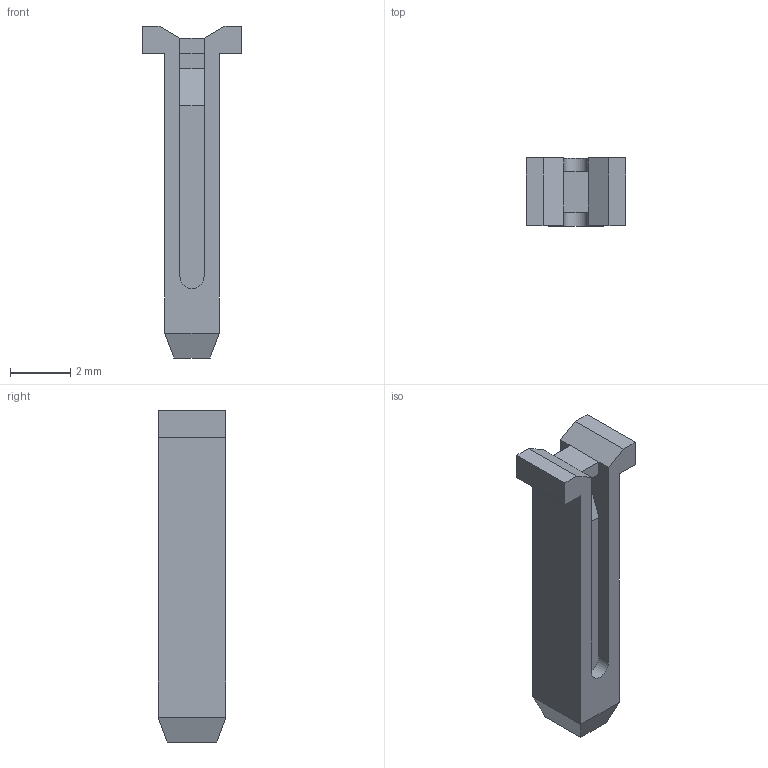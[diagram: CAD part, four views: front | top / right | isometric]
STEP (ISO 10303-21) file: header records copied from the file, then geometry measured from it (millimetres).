
FILE_DESCRIPTION(('CATIA V5R20 STEP214','CAx-IF Rec.Pracs.--- Model Styling and Organization---1.2---2011-12-15'),'2;1');
FILE_NAME ('8556827_3', '2015-12-15T10:15:21+00:00', ('Weidmueller Interface'), ('Weidmueller'), 'CATIA Version 5-6 Release 2014 SP4', 'CATIA V5 STEP AP214', 'none');
FILE_SCHEMA(('AUTOMOTIVE_DESIGN { 1 0 10303 214 1 1 1 1 }'));
Length unit declared in the file: millimetre
Products named in the file (1): 1514490000_ACOEL_PGTB
Bounding box: 3.3 x 2.25 x 11 mm (x, y, z)
Volume: 38.6 mm3; surface area: 120.8 mm2
Topology: 1 solids, 1 shells, 34 faces, 88 edges, 56 vertices
Faces by surface type: plane 32, cylinder 2
Entity records: 1008 total; most frequent: CARTESIAN_POINT 178, ORIENTED_EDGE 176, DIRECTION 142, EDGE_CURVE 88, VECTOR 80, LINE 80, VERTEX_POINT 56, AXIS2_PLACEMENT_3D 34
